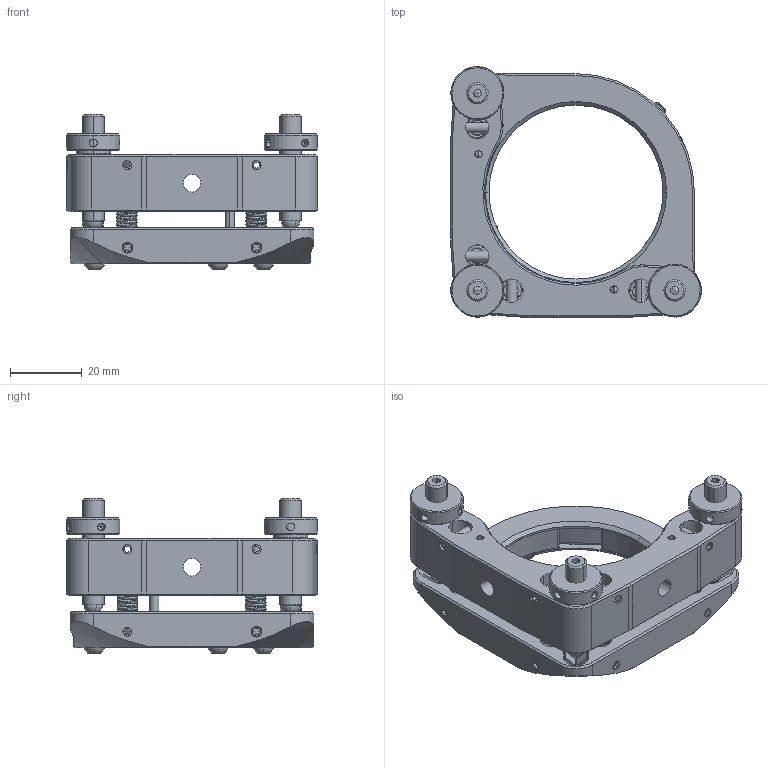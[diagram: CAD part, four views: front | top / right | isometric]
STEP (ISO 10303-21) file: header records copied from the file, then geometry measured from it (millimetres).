
FILE_DESCRIPTION (( 'STEP AP203' ), '1' );
FILE_NAME ('SUS50.8-0.STEP', '2019-04-30T05:52:13', ( 'User' ), ( 'User' ), 'SwSTEP 2.0', 'SolidWorks 2016', '' );
FILE_SCHEMA (( 'CONFIG_CONTROL_DESIGN' ));
Products named in the file (1): SUS50.8-0
Bounding box: 70 x 70 x 43.35 mm (x, y, z)
Surface area: 27390.9 mm2 (no closed solid volume)
Topology: 0 solids, 54 shells, 614 faces, 2013 edges, 1403 vertices
Faces by surface type: plane 267, cylinder 210, cone 109, sphere 16, bspline 8, torus 4
Entity records: 39041 total; most frequent: CARTESIAN_POINT 21594, DIRECTION 3642, ORIENTED_EDGE 3258, EDGE_CURVE 1972, VERTEX_POINT 1394, AXIS2_PLACEMENT_3D 1225, LINE 1192, VECTOR 1192
